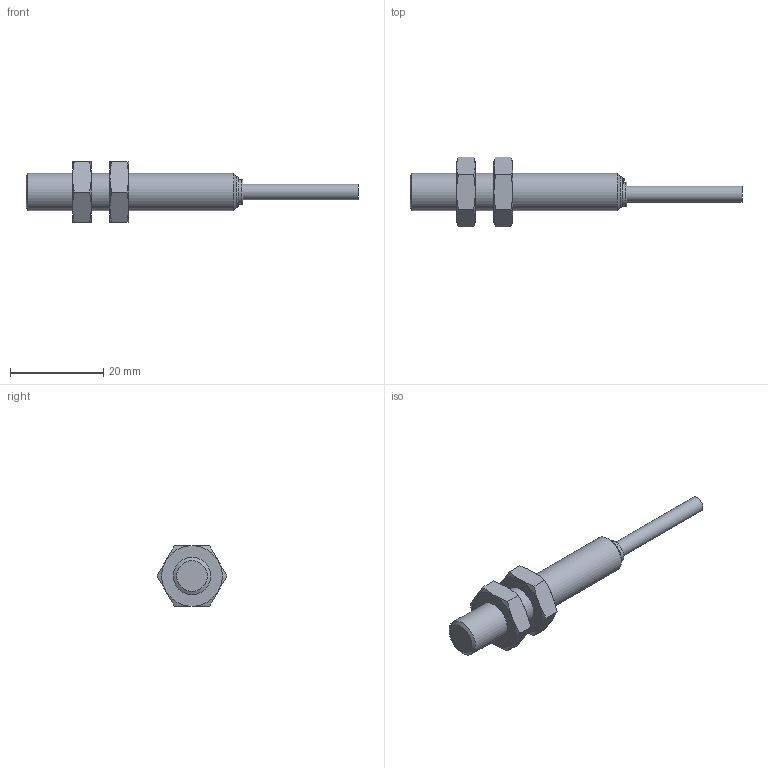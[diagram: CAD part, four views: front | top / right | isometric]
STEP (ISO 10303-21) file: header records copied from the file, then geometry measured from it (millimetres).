
FILE_DESCRIPTION(('FreeCAD Model'),'2;1');
FILE_NAME('LCS1-0803X-X3UX-AMS.stp','2020-05-05T20:09:01',( 'Author'),(''),'Open CASCADE STEP processor 7.3','FreeCAD','Unknown' );
FILE_SCHEMA(('AUTOMOTIVE_DESIGN { 1 0 10303 214 1 1 1 1 }'));
Length unit declared in the file: millimetre
Products named in the file (1): LCS1-0803X-X3UX-AMS
Bounding box: 71.2 x 15.01 x 13 mm (x, y, z)
Volume: 3280 mm3; surface area: 2028 mm2
Topology: 1 solids, 1 shells, 91 faces, 197 edges, 114 vertices
Faces by surface type: plane 49, cone 31, cylinder 9, torus 2
Full cylindrical faces by diameter (mm): 3.4 x1, 5.2 x1, 6.5 x1, 8 x3
Entity records: 7162 total; most frequent: CARTESIAN_POINT 2720, DIRECTION 663, ORIENTED_EDGE 394, PCURVE 394, DEFINITIONAL_REPRESENTATION 394, LINE 275, VECTOR 275, EDGE_CURVE 197
